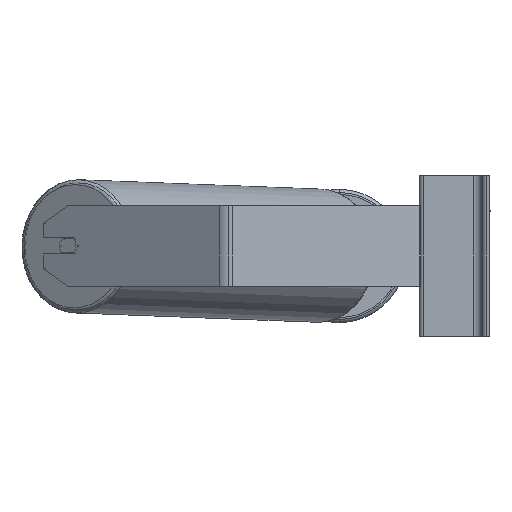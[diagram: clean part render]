
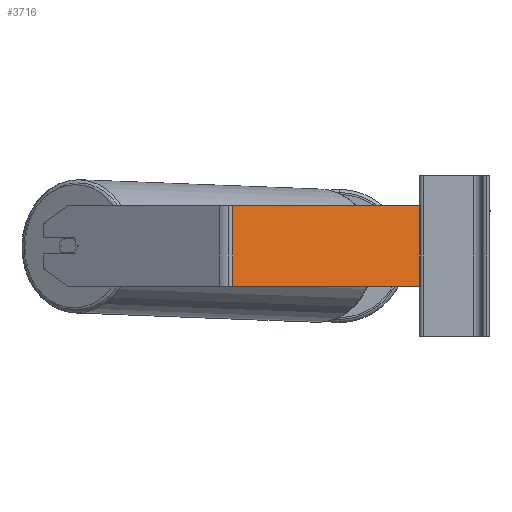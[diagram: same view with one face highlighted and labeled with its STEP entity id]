
A CAD part, left-side view. The second image highlights one B-rep face of the part: STEP entity #3716.
In plain terms, the highlighted planar face has unit normal (-0.966, -0.259, 0).
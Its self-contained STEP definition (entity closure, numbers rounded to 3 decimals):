
#39 = VERTEX_POINT ( 'NONE', #272 ) ;
#272 = CARTESIAN_POINT ( 'NONE',  ( -737.983, 204.003, 50. ) ) ;
#530 = ORIENTED_EDGE ( 'NONE', *, *, #9181, .F. ) ;
#636 = VECTOR ( 'NONE', #3407, 1000. ) ;
#1056 = LINE ( 'NONE', #6087, #2137 ) ;
#1203 = AXIS2_PLACEMENT_3D ( 'NONE', #1500, #10938, #3288 ) ;
#1242 = DIRECTION ( 'NONE',  ( 0.259, -0.966, 0. ) ) ;
#1353 = VERTEX_POINT ( 'NONE', #8526 ) ;
#1500 = CARTESIAN_POINT ( 'NONE',  ( -739.914, 211.209, 50. ) ) ;
#1528 = EDGE_CURVE ( 'NONE', #3051, #6988, #9688, .T. ) ;
#2137 = VECTOR ( 'NONE', #10378, 1000. ) ;
#3051 = VERTEX_POINT ( 'NONE', #8615 ) ;
#3288 = DIRECTION ( 'NONE',  ( -0.259, 0.966, 0. ) ) ;
#3407 = DIRECTION ( 'NONE',  ( 0.259, -0.966, 0. ) ) ;
#3461 = ORIENTED_EDGE ( 'NONE', *, *, #5853, .T. ) ;
#3716 = ADVANCED_FACE ( 'NONE', ( #4968 ), #7537, .F. ) ;
#4695 = CARTESIAN_POINT ( 'NONE',  ( -687.727, 16.447, -30. ) ) ;
#4869 = DIRECTION ( 'NONE',  ( 0., 0., -1. ) ) ;
#4968 = FACE_OUTER_BOUND ( 'NONE', #7505, .T. ) ;
#5853 = EDGE_CURVE ( 'NONE', #1353, #6988, #6438, .T. ) ;
#5980 = LINE ( 'NONE', #7650, #636 ) ;
#6087 = CARTESIAN_POINT ( 'NONE',  ( -737.983, 204.003, 50. ) ) ;
#6413 = VECTOR ( 'NONE', #1242, 1000. ) ;
#6438 = LINE ( 'NONE', #8154, #6413 ) ;
#6536 = EDGE_CURVE ( 'NONE', #39, #1353, #1056, .T. ) ;
#6988 = VERTEX_POINT ( 'NONE', #4695 ) ;
#7505 = EDGE_LOOP ( 'NONE', ( #3461, #9598, #530, #8332 ) ) ;
#7537 = PLANE ( 'NONE',  #1203 ) ;
#7650 = CARTESIAN_POINT ( 'NONE',  ( -739.914, 211.209, 50. ) ) ;
#8154 = CARTESIAN_POINT ( 'NONE',  ( -739.914, 211.209, -30. ) ) ;
#8332 = ORIENTED_EDGE ( 'NONE', *, *, #6536, .T. ) ;
#8526 = CARTESIAN_POINT ( 'NONE',  ( -737.983, 204.003, -30. ) ) ;
#8527 = VECTOR ( 'NONE', #4869, 1000. ) ;
#8615 = CARTESIAN_POINT ( 'NONE',  ( -687.727, 16.447, 50. ) ) ;
#9181 = EDGE_CURVE ( 'NONE', #39, #3051, #5980, .T. ) ;
#9598 = ORIENTED_EDGE ( 'NONE', *, *, #1528, .F. ) ;
#9688 = LINE ( 'NONE', #9805, #8527 ) ;
#9805 = CARTESIAN_POINT ( 'NONE',  ( -687.727, 16.447, 50. ) ) ;
#10378 = DIRECTION ( 'NONE',  ( 0., 0., -1. ) ) ;
#10938 = DIRECTION ( 'NONE',  ( 0.966, 0.259, 0. ) ) ;
